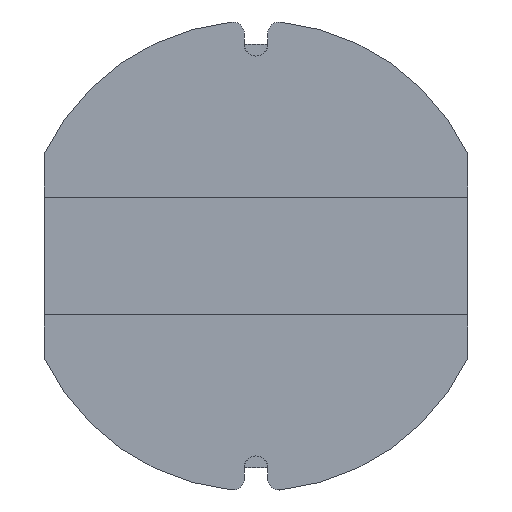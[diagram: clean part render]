
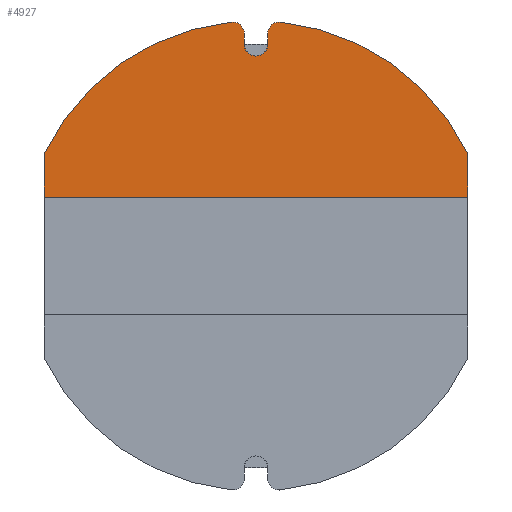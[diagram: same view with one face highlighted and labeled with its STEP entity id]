
A CAD part, front view. The second image highlights one B-rep face of the part: STEP entity #4927.
In plain terms, the highlighted planar face has unit normal (0, -1, 0).
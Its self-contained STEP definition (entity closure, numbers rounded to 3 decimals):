
#47 = PLANE ( 'NONE',  #4200 ) ;
#101 = EDGE_CURVE ( 'NONE', #2163, #5354, #7590, .T. ) ;
#113 = EDGE_CURVE ( 'NONE', #2564, #5694, #4181, .T. ) ;
#207 = CARTESIAN_POINT ( 'NONE',  ( 0., -0.1, 0. ) ) ;
#228 = DIRECTION ( 'NONE',  ( 0., 1., 0. ) ) ;
#297 = DIRECTION ( 'NONE',  ( 0., 0., -1. ) ) ;
#356 = EDGE_CURVE ( 'NONE', #680, #4048, #7225, .T. ) ;
#511 = VECTOR ( 'NONE', #602, 1000. ) ;
#601 = FACE_OUTER_BOUND ( 'NONE', #3863, .T. ) ;
#602 = DIRECTION ( 'NONE',  ( 1., 0., 0. ) ) ;
#614 = CARTESIAN_POINT ( 'NONE',  ( 0.526, -0.1, 4.972 ) ) ;
#680 = VERTEX_POINT ( 'NONE', #3503 ) ;
#701 = DIRECTION ( 'NONE',  ( 0., 0., -1. ) ) ;
#795 = DIRECTION ( 'NONE',  ( 0., -1., 0. ) ) ;
#853 = EDGE_CURVE ( 'NONE', #4048, #6387, #4787, .T. ) ;
#864 = CARTESIAN_POINT ( 'NONE',  ( -0.25, -0.1, 4.724 ) ) ;
#959 = AXIS2_PLACEMENT_3D ( 'NONE', #4184, #6953, #701 ) ;
#1348 = CARTESIAN_POINT ( 'NONE',  ( -4.5, -0.1, 2.179 ) ) ;
#1396 = CARTESIAN_POINT ( 'NONE',  ( 0., -0.1, 1.25 ) ) ;
#1651 = CARTESIAN_POINT ( 'NONE',  ( 4.5, -0.1, 2.179 ) ) ;
#1750 = CARTESIAN_POINT ( 'NONE',  ( 0., -0.1, 4.5 ) ) ;
#1960 = ORIENTED_EDGE ( 'NONE', *, *, #356, .T. ) ;
#2083 = CARTESIAN_POINT ( 'NONE',  ( -0.526, -0.1, 4.972 ) ) ;
#2163 = VERTEX_POINT ( 'NONE', #8662 ) ;
#2479 = AXIS2_PLACEMENT_3D ( 'NONE', #207, #4985, #4356 ) ;
#2525 = DIRECTION ( 'NONE',  ( 0., 0., -1. ) ) ;
#2564 = VERTEX_POINT ( 'NONE', #614 ) ;
#2642 = VECTOR ( 'NONE', #297, 1000. ) ;
#2788 = EDGE_CURVE ( 'NONE', #5694, #680, #4744, .T. ) ;
#2856 = ORIENTED_EDGE ( 'NONE', *, *, #8481, .T. ) ;
#3020 = DIRECTION ( 'NONE',  ( 0., -1., 0. ) ) ;
#3084 = ORIENTED_EDGE ( 'NONE', *, *, #7873, .T. ) ;
#3103 = CARTESIAN_POINT ( 'NONE',  ( 4.5, -0.1, 0. ) ) ;
#3137 = CARTESIAN_POINT ( 'NONE',  ( 0., -0.1, 4.25 ) ) ;
#3218 = DIRECTION ( 'NONE',  ( 0., 1., 0. ) ) ;
#3503 = CARTESIAN_POINT ( 'NONE',  ( 0.25, -0.1, 4.5 ) ) ;
#3534 = ORIENTED_EDGE ( 'NONE', *, *, #6560, .T. ) ;
#3562 = VERTEX_POINT ( 'NONE', #1348 ) ;
#3836 = CARTESIAN_POINT ( 'NONE',  ( 0., -0.1, 0. ) ) ;
#3842 = DIRECTION ( 'NONE',  ( 0., 0., -1. ) ) ;
#3843 = AXIS2_PLACEMENT_3D ( 'NONE', #3836, #4679, #6036 ) ;
#3863 = EDGE_LOOP ( 'NONE', ( #2856, #5807, #3084, #8774, #8119, #7095, #1960, #6177, #3534, #7273, #6238 ) ) ;
#3888 = VECTOR ( 'NONE', #3995, 1000. ) ;
#3995 = DIRECTION ( 'NONE',  ( 0., 0., -1. ) ) ;
#4048 = VERTEX_POINT ( 'NONE', #3137 ) ;
#4181 = CIRCLE ( 'NONE', #959, 0.25 ) ;
#4184 = CARTESIAN_POINT ( 'NONE',  ( 0.5, -0.1, 4.724 ) ) ;
#4187 = VERTEX_POINT ( 'NONE', #864 ) ;
#4200 = AXIS2_PLACEMENT_3D ( 'NONE', #9011, #795, #7736 ) ;
#4327 = CIRCLE ( 'NONE', #6929, 0.25 ) ;
#4356 = DIRECTION ( 'NONE',  ( 0., 0., -1. ) ) ;
#4367 = DIRECTION ( 'NONE',  ( 0., 0., 1. ) ) ;
#4428 = VERTEX_POINT ( 'NONE', #2083 ) ;
#4679 = DIRECTION ( 'NONE',  ( 0., -1., 0. ) ) ;
#4744 = LINE ( 'NONE', #8790, #3888 ) ;
#4787 = CIRCLE ( 'NONE', #6212, 0.25 ) ;
#4927 = ADVANCED_FACE ( 'NONE', ( #601 ), #47, .T. ) ;
#4985 = DIRECTION ( 'NONE',  ( 0., -1., 0. ) ) ;
#5171 = DIRECTION ( 'NONE',  ( 0., 0., -1. ) ) ;
#5235 = CARTESIAN_POINT ( 'NONE',  ( 0.25, -0.1, 4.724 ) ) ;
#5354 = VERTEX_POINT ( 'NONE', #6655 ) ;
#5694 = VERTEX_POINT ( 'NONE', #5235 ) ;
#5807 = ORIENTED_EDGE ( 'NONE', *, *, #101, .T. ) ;
#5896 = LINE ( 'NONE', #3103, #9049 ) ;
#6036 = DIRECTION ( 'NONE',  ( 0., 0., -1. ) ) ;
#6047 = VECTOR ( 'NONE', #7031, 1000. ) ;
#6177 = ORIENTED_EDGE ( 'NONE', *, *, #853, .T. ) ;
#6212 = AXIS2_PLACEMENT_3D ( 'NONE', #6556, #3218, #2525 ) ;
#6238 = ORIENTED_EDGE ( 'NONE', *, *, #8267, .T. ) ;
#6315 = EDGE_CURVE ( 'NONE', #4187, #4428, #4327, .T. ) ;
#6364 = EDGE_CURVE ( 'NONE', #7920, #2564, #6611, .T. ) ;
#6387 = VERTEX_POINT ( 'NONE', #8861 ) ;
#6480 = LINE ( 'NONE', #7805, #6047 ) ;
#6556 = CARTESIAN_POINT ( 'NONE',  ( 0., -0.1, 4.5 ) ) ;
#6560 = EDGE_CURVE ( 'NONE', #6387, #4187, #6480, .T. ) ;
#6564 = CARTESIAN_POINT ( 'NONE',  ( -4.5, -0.1, 0. ) ) ;
#6611 = CIRCLE ( 'NONE', #3843, 5. ) ;
#6655 = CARTESIAN_POINT ( 'NONE',  ( 4.5, -0.1, 1.25 ) ) ;
#6929 = AXIS2_PLACEMENT_3D ( 'NONE', #7213, #3020, #5171 ) ;
#6953 = DIRECTION ( 'NONE',  ( 0., -1., 0. ) ) ;
#7031 = DIRECTION ( 'NONE',  ( 0., 0., 1. ) ) ;
#7095 = ORIENTED_EDGE ( 'NONE', *, *, #2788, .T. ) ;
#7213 = CARTESIAN_POINT ( 'NONE',  ( -0.5, -0.1, 4.724 ) ) ;
#7225 = CIRCLE ( 'NONE', #7966, 0.25 ) ;
#7273 = ORIENTED_EDGE ( 'NONE', *, *, #6315, .T. ) ;
#7590 = LINE ( 'NONE', #1396, #511 ) ;
#7736 = DIRECTION ( 'NONE',  ( 0., 0., -1. ) ) ;
#7805 = CARTESIAN_POINT ( 'NONE',  ( -0.25, -0.1, 0. ) ) ;
#7873 = EDGE_CURVE ( 'NONE', #5354, #7920, #5896, .T. ) ;
#7920 = VERTEX_POINT ( 'NONE', #1651 ) ;
#7966 = AXIS2_PLACEMENT_3D ( 'NONE', #1750, #228, #3842 ) ;
#8119 = ORIENTED_EDGE ( 'NONE', *, *, #113, .T. ) ;
#8267 = EDGE_CURVE ( 'NONE', #4428, #3562, #8466, .T. ) ;
#8466 = CIRCLE ( 'NONE', #2479, 5. ) ;
#8481 = EDGE_CURVE ( 'NONE', #3562, #2163, #8623, .T. ) ;
#8623 = LINE ( 'NONE', #6564, #2642 ) ;
#8662 = CARTESIAN_POINT ( 'NONE',  ( -4.5, -0.1, 1.25 ) ) ;
#8774 = ORIENTED_EDGE ( 'NONE', *, *, #6364, .T. ) ;
#8790 = CARTESIAN_POINT ( 'NONE',  ( 0.25, -0.1, 0. ) ) ;
#8861 = CARTESIAN_POINT ( 'NONE',  ( -0.25, -0.1, 4.5 ) ) ;
#9011 = CARTESIAN_POINT ( 'NONE',  ( 0., -0.1, 0. ) ) ;
#9049 = VECTOR ( 'NONE', #4367, 1000. ) ;
